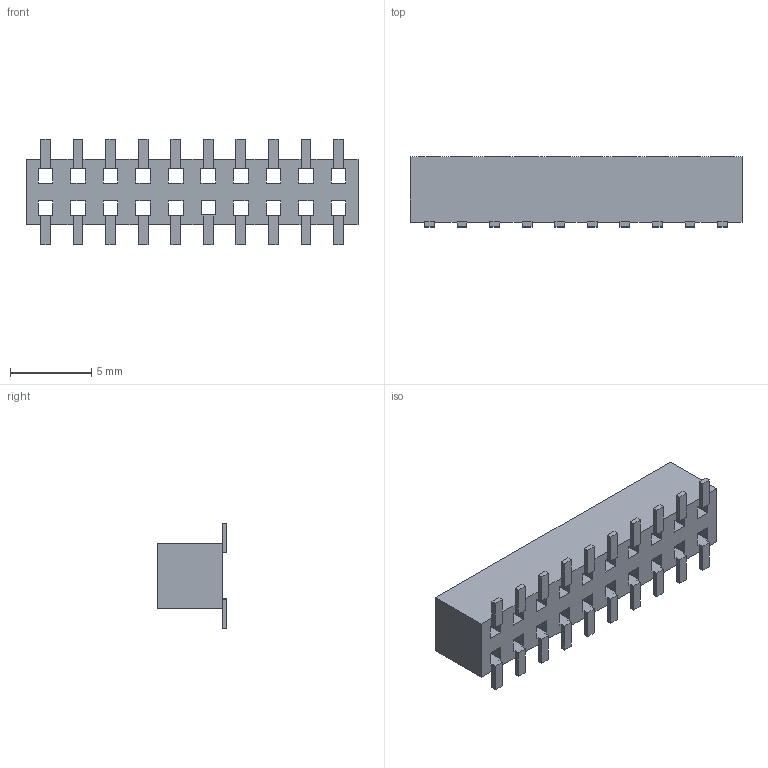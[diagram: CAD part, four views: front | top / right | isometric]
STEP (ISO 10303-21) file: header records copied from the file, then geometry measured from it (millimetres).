
FILE_DESCRIPTION(/* description */ (''),/* implementation_level */ '2;1');
FILE_NAME(/* name */ 'SMT10x2pin.stp',/* time_stamp */ '2025-01-26T07:10:29+03:00',/* author */ ('akap'),/* organization */ (''),/* preprocessor_version */ 'ST-DEVELOPER v18.1',/* originating_system */ 'Autodesk Inventor 2022',/* authorisation */ '');
FILE_SCHEMA (('AUTOMOTIVE_DESIGN { 1 0 10303 214 3 1 1 }'));
Length unit declared in the file: millimetre
Products named in the file (1): SMT10x2pin
Bounding box: 20.4 x 4.3 x 6.5 mm (x, y, z)
Volume: 266.4 mm3; surface area: 665.7 mm2
Topology: 1 solids, 1 shells, 266 faces, 732 edges, 448 vertices
Faces by surface type: plane 266
Entity records: 8521 total; most frequent: ORIENTED_EDGE 1464, CARTESIAN_POINT 1447, DIRECTION 1266, LINE 732, VECTOR 732, EDGE_CURVE 732, VERTEX_POINT 448, EDGE_LOOP 286
